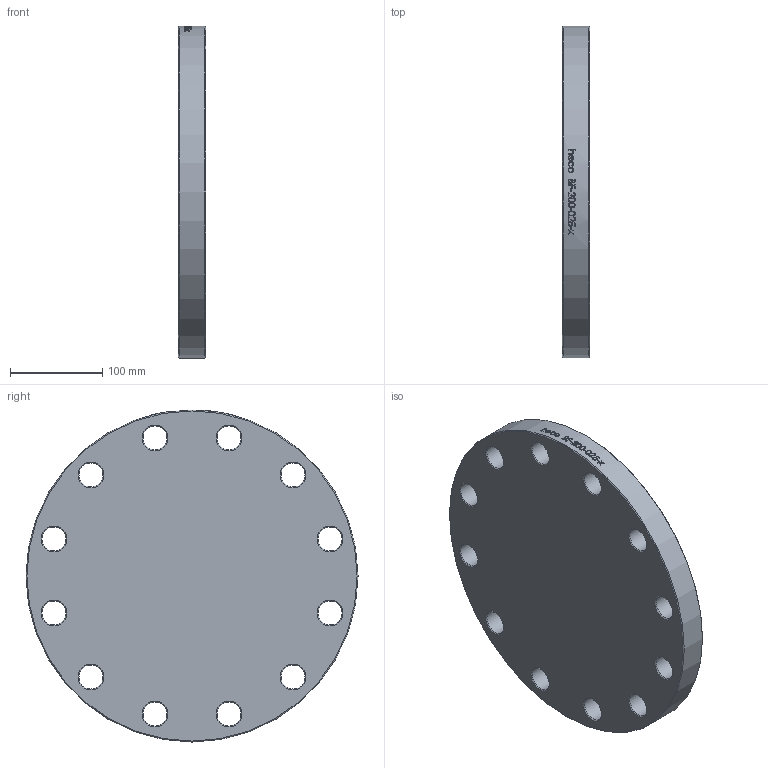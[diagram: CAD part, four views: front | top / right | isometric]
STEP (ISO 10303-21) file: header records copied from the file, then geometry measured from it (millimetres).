
FILE_DESCRIPTION (( 'STEP AP214' ), '1' );
FILE_NAME ('BF-200-025-x Blindflansch PN25 DIN2527 EN1092 2103.STEP', '2021-03-08T15:34:30', ( '' ), ( '' ), 'SwSTEP 2.0', 'SolidWorks 2019', '' );
FILE_SCHEMA (( 'AUTOMOTIVE_DESIGN' ));
Length unit declared in the file: millimetre
Products named in the file (1): BF-200-025-x Blindflansch PN25 DIN2527 EN1092 2103
Bounding box: 30 x 360 x 360 mm (x, y, z)
Volume: 2860750.7 mm3; surface area: 251729 mm2
Topology: 1 solids, 1 shells, 64 faces, 269 edges, 230 vertices
Faces by surface type: cylinder 36, cone 26, plane 2
Full cylindrical faces by diameter (mm): 26 x12, 360 x1
Entity records: 6814 total; most frequent: CARTESIAN_POINT 4587, ORIENTED_EDGE 434, DIRECTION 326, VERTEX_POINT 217, EDGE_CURVE 217, AXIS2_PLACEMENT_3D 152, EDGE_LOOP 150, B_SPLINE_CURVE_WITH_KNOTS 108
